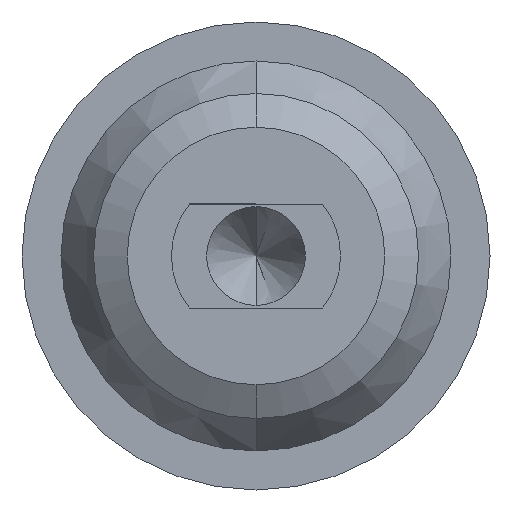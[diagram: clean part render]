
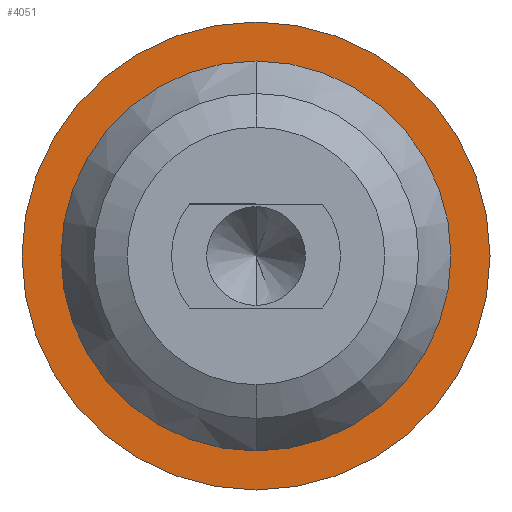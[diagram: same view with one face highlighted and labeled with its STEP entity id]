
A CAD part, front view. The second image highlights one B-rep face of the part: STEP entity #4051.
In plain terms, the highlighted planar face has unit normal (0, -1, 0).
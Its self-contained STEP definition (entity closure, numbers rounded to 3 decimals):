
#145 = CIRCLE ( 'NONE', #5061, 1.5 ) ;
#178 = DIRECTION ( 'NONE',  ( 0., -1., 0. ) ) ;
#263 = CARTESIAN_POINT ( 'NONE',  ( 0., 27.8, 1.8 ) ) ;
#273 = CARTESIAN_POINT ( 'NONE',  ( 0., 27.8, -1.8 ) ) ;
#437 = AXIS2_PLACEMENT_3D ( 'NONE', #3391, #5570, #5085 ) ;
#729 = CIRCLE ( 'NONE', #2633, 1.5 ) ;
#741 = CARTESIAN_POINT ( 'NONE',  ( 0., 27.8, 0. ) ) ;
#830 = FACE_OUTER_BOUND ( 'NONE', #1056, .T. ) ;
#855 = ORIENTED_EDGE ( 'NONE', *, *, #919, .F. ) ;
#891 = VERTEX_POINT ( 'NONE', #263 ) ;
#919 = EDGE_CURVE ( 'Defeature ausgef�hrt4_6+Defeature ausgef�hrt4_5+Defeature ausgef�hrt4_5+Defeature ausgef�hrt4_5', #1271, #1604, #145, .T. ) ;
#1056 = EDGE_LOOP ( 'NONE', ( #5442, #1827 ) ) ;
#1271 = VERTEX_POINT ( 'NONE', #4559 ) ;
#1329 = AXIS2_PLACEMENT_3D ( 'NONE', #1616, #1554, #5027 ) ;
#1554 = DIRECTION ( 'NONE',  ( 0., -1., 0. ) ) ;
#1604 = VERTEX_POINT ( 'NONE', #3690 ) ;
#1610 = AXIS2_PLACEMENT_3D ( 'NONE', #5407, #178, #4962 ) ;
#1616 = CARTESIAN_POINT ( 'NONE',  ( 0., 27.8, 0. ) ) ;
#1827 = ORIENTED_EDGE ( 'NONE', *, *, #5500, .T. ) ;
#2083 = EDGE_CURVE ( 'Defeature ausgef�hrt4_6+Defeature ausgef�hrt4_5+Defeature ausgef�hrt4_5+Defeature ausgef�hrt4_5', #1604, #1271, #729, .T. ) ;
#2380 = CARTESIAN_POINT ( 'NONE',  ( 0., 27.8, 0. ) ) ;
#2448 = FACE_BOUND ( 'NONE', #5102, .T. ) ;
#2633 = AXIS2_PLACEMENT_3D ( 'NONE', #2380, #4048, #2825 ) ;
#2825 = DIRECTION ( 'NONE',  ( 0., 0., -1. ) ) ;
#3391 = CARTESIAN_POINT ( 'NONE',  ( 1.5, 27.8, 0. ) ) ;
#3446 = CIRCLE ( 'NONE', #1329, 1.8 ) ;
#3517 = EDGE_CURVE ( 'Defeature ausgef�hrt4_5+Defeature ausgef�hrt4_3+Defeature ausgef�hrt4_3+Defeature ausgef�hrt4_3', #5452, #891, #5290, .T. ) ;
#3690 = CARTESIAN_POINT ( 'NONE',  ( 0., 27.8, 1.5 ) ) ;
#4048 = DIRECTION ( 'NONE',  ( 0., -1., 0. ) ) ;
#4051 = ADVANCED_FACE ( 'Defeature ausgef�hrt4_5', ( #830, #2448 ), #5596, .T. ) ;
#4147 = DIRECTION ( 'NONE',  ( 0., 0., -1. ) ) ;
#4559 = CARTESIAN_POINT ( 'NONE',  ( 0., 27.8, -1.5 ) ) ;
#4602 = ORIENTED_EDGE ( 'NONE', *, *, #2083, .F. ) ;
#4607 = DIRECTION ( 'NONE',  ( 0., -1., 0. ) ) ;
#4962 = DIRECTION ( 'NONE',  ( 0., 0., -1. ) ) ;
#5027 = DIRECTION ( 'NONE',  ( 0., 0., -1. ) ) ;
#5061 = AXIS2_PLACEMENT_3D ( 'NONE', #741, #4607, #4147 ) ;
#5085 = DIRECTION ( 'NONE',  ( 0., 0., -1. ) ) ;
#5102 = EDGE_LOOP ( 'NONE', ( #855, #4602 ) ) ;
#5290 = CIRCLE ( 'NONE', #1610, 1.8 ) ;
#5407 = CARTESIAN_POINT ( 'NONE',  ( 0., 27.8, 0. ) ) ;
#5442 = ORIENTED_EDGE ( 'NONE', *, *, #3517, .T. ) ;
#5452 = VERTEX_POINT ( 'NONE', #273 ) ;
#5500 = EDGE_CURVE ( 'Defeature ausgef�hrt4_5+Defeature ausgef�hrt4_3+Defeature ausgef�hrt4_3+Defeature ausgef�hrt4_3', #891, #5452, #3446, .T. ) ;
#5570 = DIRECTION ( 'NONE',  ( 0., -1., 0. ) ) ;
#5596 = PLANE ( 'NONE',  #437 ) ;
